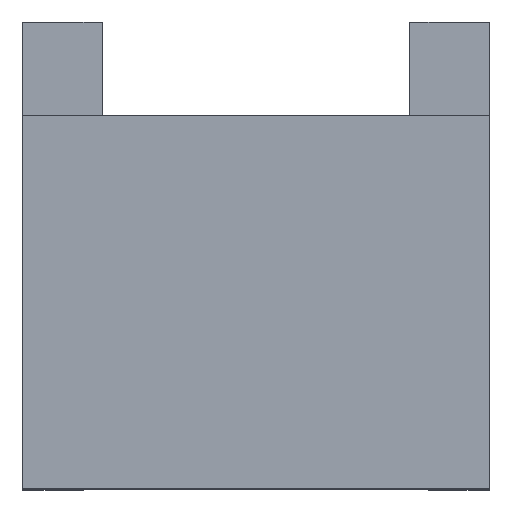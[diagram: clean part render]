
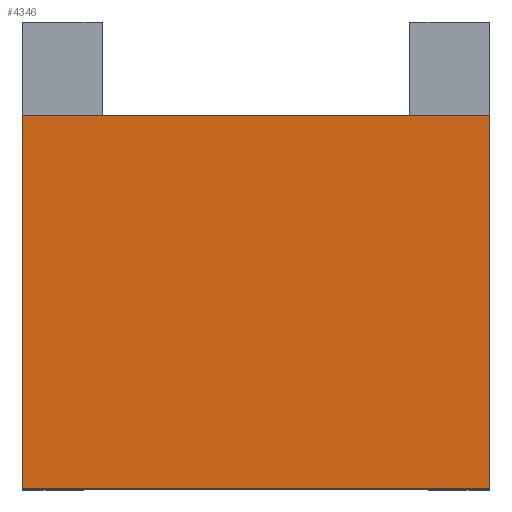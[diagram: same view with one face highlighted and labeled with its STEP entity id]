
A CAD part, top view. The second image highlights one B-rep face of the part: STEP entity #4346.
In plain terms, the highlighted planar face has unit normal (0, 0, 1).
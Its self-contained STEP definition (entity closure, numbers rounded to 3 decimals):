
#262 = PLANE('',#263);
#263 = AXIS2_PLACEMENT_3D('',#264,#265,#266);
#264 = CARTESIAN_POINT('',(213.203,318.839,
    331.739));
#265 = DIRECTION('',(1.,0.,0.));
#266 = DIRECTION('',(0.,0.,1.));
#551 = PLANE('',#552);
#552 = AXIS2_PLACEMENT_3D('',#553,#554,#555);
#553 = CARTESIAN_POINT('',(195.049,302.717,
    331.739));
#554 = DIRECTION('',(0.,1.,0.));
#555 = DIRECTION('',(-1.,0.,0.));
#638 = VERTEX_POINT('',#639);
#639 = CARTESIAN_POINT('',(213.203,302.717,
    349.613));
#657 = EDGE_CURVE('',#638,#658,#660,.T.);
#658 = VERTEX_POINT('',#659);
#659 = CARTESIAN_POINT('',(213.203,300.685,
    349.613));
#660 = SURFACE_CURVE('',#661,(#664,#670),.PCURVE_S1.);
#661 = B_SPLINE_CURVE_WITH_KNOTS('',1,(#662,#663),.UNSPECIFIED.,.F.,.F.,
  (2,2),(0.,0.08),.PIECEWISE_BEZIER_KNOTS.);
#662 = CARTESIAN_POINT('',(213.203,302.717,
    349.613));
#663 = CARTESIAN_POINT('',(213.203,300.685,
    349.613));
#664 = PCURVE('',#262,#665);
#665 = DEFINITIONAL_REPRESENTATION('',(#666),#669);
#666 = B_SPLINE_CURVE_WITH_KNOTS('',1,(#667,#668),.UNSPECIFIED.,.F.,.F.,
  (2,2),(0.,0.08),.PIECEWISE_BEZIER_KNOTS.);
#667 = CARTESIAN_POINT('',(17.875,16.122));
#668 = CARTESIAN_POINT('',(17.875,18.154));
#669 = ( GEOMETRIC_REPRESENTATION_CONTEXT(2) 
PARAMETRIC_REPRESENTATION_CONTEXT() REPRESENTATION_CONTEXT('2D SPACE',''
  ) );
#670 = PCURVE('',#671,#676);
#671 = PLANE('',#672);
#672 = AXIS2_PLACEMENT_3D('',#673,#674,#675);
#673 = CARTESIAN_POINT('',(228.817,318.28,
    349.613));
#674 = DIRECTION('',(0.,0.,1.));
#675 = DIRECTION('',(1.,0.,0.));
#676 = DEFINITIONAL_REPRESENTATION('',(#677),#680);
#677 = B_SPLINE_CURVE_WITH_KNOTS('',1,(#678,#679),.UNSPECIFIED.,.F.,.F.,
  (2,2),(0.,0.08),.PIECEWISE_BEZIER_KNOTS.);
#678 = CARTESIAN_POINT('',(-15.614,-15.563));
#679 = CARTESIAN_POINT('',(-15.614,-17.595));
#680 = ( GEOMETRIC_REPRESENTATION_CONTEXT(2) 
PARAMETRIC_REPRESENTATION_CONTEXT() REPRESENTATION_CONTEXT('2D SPACE',''
  ) );
#694 = PLANE('',#695);
#695 = AXIS2_PLACEMENT_3D('',#696,#697,#698);
#696 = CARTESIAN_POINT('',(195.049,300.685,
    331.739));
#697 = DIRECTION('',(0.,-1.,0.));
#698 = DIRECTION('',(1.,0.,0.));
#1049 = PLANE('',#1050);
#1050 = AXIS2_PLACEMENT_3D('',#1051,#1052,#1053);
#1051 = CARTESIAN_POINT('',(210.663,318.839,
    365.202));
#1052 = DIRECTION('',(-1.,0.,0.));
#1053 = DIRECTION('',(0.,0.,-1.));
#1283 = VERTEX_POINT('',#1284);
#1284 = CARTESIAN_POINT('',(210.663,300.685,
    349.613));
#1302 = EDGE_CURVE('',#1283,#1303,#1305,.T.);
#1303 = VERTEX_POINT('',#1304);
#1304 = CARTESIAN_POINT('',(210.663,302.717,
    349.613));
#1305 = SURFACE_CURVE('',#1306,(#1309,#1315),.PCURVE_S1.);
#1306 = B_SPLINE_CURVE_WITH_KNOTS('',1,(#1307,#1308),.UNSPECIFIED.,.F.,
  .F.,(2,2),(-0.08,0.),.PIECEWISE_BEZIER_KNOTS.);
#1307 = CARTESIAN_POINT('',(210.663,300.685,
    349.613));
#1308 = CARTESIAN_POINT('',(210.663,302.717,
    349.613));
#1309 = PCURVE('',#1049,#1310);
#1310 = DEFINITIONAL_REPRESENTATION('',(#1311),#1314);
#1311 = B_SPLINE_CURVE_WITH_KNOTS('',1,(#1312,#1313),.UNSPECIFIED.,.F.,
  .F.,(2,2),(-0.08,0.),.PIECEWISE_BEZIER_KNOTS.);
#1312 = CARTESIAN_POINT('',(15.589,18.154));
#1313 = CARTESIAN_POINT('',(15.589,16.122));
#1314 = ( GEOMETRIC_REPRESENTATION_CONTEXT(2) 
PARAMETRIC_REPRESENTATION_CONTEXT() REPRESENTATION_CONTEXT('2D SPACE',''
  ) );
#1315 = PCURVE('',#671,#1316);
#1316 = DEFINITIONAL_REPRESENTATION('',(#1317),#1320);
#1317 = B_SPLINE_CURVE_WITH_KNOTS('',1,(#1318,#1319),.UNSPECIFIED.,.F.,
  .F.,(2,2),(-0.08,0.),.PIECEWISE_BEZIER_KNOTS.);
#1318 = CARTESIAN_POINT('',(-18.154,-17.595));
#1319 = CARTESIAN_POINT('',(-18.154,-15.563));
#1320 = ( GEOMETRIC_REPRESENTATION_CONTEXT(2) 
PARAMETRIC_REPRESENTATION_CONTEXT() REPRESENTATION_CONTEXT('2D SPACE',''
  ) );
#3016 = EDGE_CURVE('',#638,#1303,#3017,.T.);
#3017 = SURFACE_CURVE('',#3018,(#3021,#3027),.PCURVE_S1.);
#3018 = B_SPLINE_CURVE_WITH_KNOTS('',1,(#3019,#3020),.UNSPECIFIED.,.F.,
  .F.,(2,2),(0.,0.1),.PIECEWISE_BEZIER_KNOTS.);
#3019 = CARTESIAN_POINT('',(213.203,302.717,
    349.613));
#3020 = CARTESIAN_POINT('',(210.663,302.717,
    349.613));
#3021 = PCURVE('',#551,#3022);
#3022 = DEFINITIONAL_REPRESENTATION('',(#3023),#3026);
#3023 = B_SPLINE_CURVE_WITH_KNOTS('',1,(#3024,#3025),.UNSPECIFIED.,.F.,
  .F.,(2,2),(0.,0.1),.PIECEWISE_BEZIER_KNOTS.);
#3024 = CARTESIAN_POINT('',(-18.154,17.875));
#3025 = CARTESIAN_POINT('',(-15.614,17.875));
#3026 = ( GEOMETRIC_REPRESENTATION_CONTEXT(2) 
PARAMETRIC_REPRESENTATION_CONTEXT() REPRESENTATION_CONTEXT('2D SPACE',''
  ) );
#3027 = PCURVE('',#671,#3028);
#3028 = DEFINITIONAL_REPRESENTATION('',(#3029),#3032);
#3029 = B_SPLINE_CURVE_WITH_KNOTS('',1,(#3030,#3031),.UNSPECIFIED.,.F.,
  .F.,(2,2),(0.,0.1),.PIECEWISE_BEZIER_KNOTS.);
#3030 = CARTESIAN_POINT('',(-15.614,-15.563));
#3031 = CARTESIAN_POINT('',(-18.154,-15.563));
#3032 = ( GEOMETRIC_REPRESENTATION_CONTEXT(2) 
PARAMETRIC_REPRESENTATION_CONTEXT() REPRESENTATION_CONTEXT('2D SPACE',''
  ) );
#4171 = EDGE_CURVE('',#658,#1283,#4172,.T.);
#4172 = SURFACE_CURVE('',#4173,(#4176,#4182),.PCURVE_S1.);
#4173 = B_SPLINE_CURVE_WITH_KNOTS('',1,(#4174,#4175),.UNSPECIFIED.,.F.,
  .F.,(2,2),(-0.1,0.),.PIECEWISE_BEZIER_KNOTS.);
#4174 = CARTESIAN_POINT('',(213.203,300.685,
    349.613));
#4175 = CARTESIAN_POINT('',(210.663,300.685,
    349.613));
#4176 = PCURVE('',#694,#4177);
#4177 = DEFINITIONAL_REPRESENTATION('',(#4178),#4181);
#4178 = B_SPLINE_CURVE_WITH_KNOTS('',1,(#4179,#4180),.UNSPECIFIED.,.F.,
  .F.,(2,2),(-0.1,0.),.PIECEWISE_BEZIER_KNOTS.);
#4179 = CARTESIAN_POINT('',(18.154,17.875));
#4180 = CARTESIAN_POINT('',(15.614,17.875));
#4181 = ( GEOMETRIC_REPRESENTATION_CONTEXT(2) 
PARAMETRIC_REPRESENTATION_CONTEXT() REPRESENTATION_CONTEXT('2D SPACE',''
  ) );
#4182 = PCURVE('',#671,#4183);
#4183 = DEFINITIONAL_REPRESENTATION('',(#4184),#4187);
#4184 = B_SPLINE_CURVE_WITH_KNOTS('',1,(#4185,#4186),.UNSPECIFIED.,.F.,
  .F.,(2,2),(-0.1,0.),.PIECEWISE_BEZIER_KNOTS.);
#4185 = CARTESIAN_POINT('',(-15.614,-17.595));
#4186 = CARTESIAN_POINT('',(-18.154,-17.595));
#4187 = ( GEOMETRIC_REPRESENTATION_CONTEXT(2) 
PARAMETRIC_REPRESENTATION_CONTEXT() REPRESENTATION_CONTEXT('2D SPACE',''
  ) );
#4346 = ADVANCED_FACE('',(#4347),#671,.T.);
#4347 = FACE_BOUND('',#4348,.T.);
#4348 = EDGE_LOOP('',(#4349,#4350,#4351,#4352));
#4349 = ORIENTED_EDGE('',*,*,#3016,.T.);
#4350 = ORIENTED_EDGE('',*,*,#1302,.F.);
#4351 = ORIENTED_EDGE('',*,*,#4171,.F.);
#4352 = ORIENTED_EDGE('',*,*,#657,.F.);
